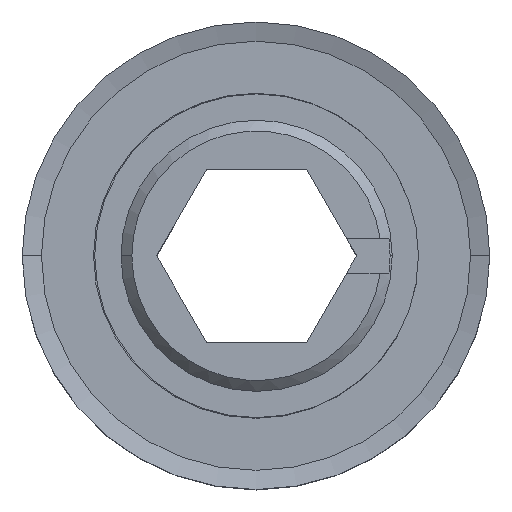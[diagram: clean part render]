
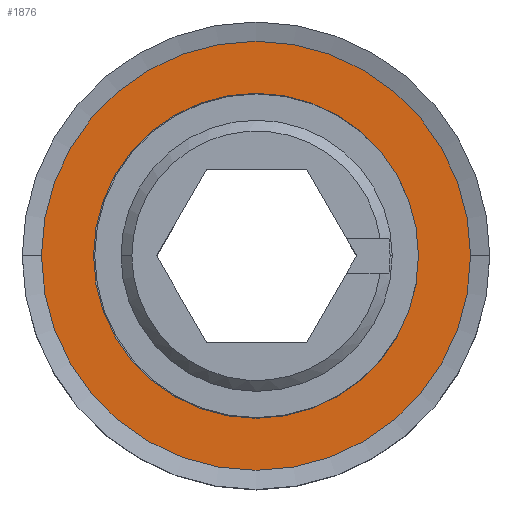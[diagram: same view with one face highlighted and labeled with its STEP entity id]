
A CAD part, top view. The second image highlights one B-rep face of the part: STEP entity #1876.
In plain terms, the highlighted planar face has unit normal (0, 0, 1).
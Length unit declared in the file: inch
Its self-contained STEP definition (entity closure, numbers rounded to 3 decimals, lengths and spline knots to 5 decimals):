
#183 = CARTESIAN_POINT ( 'NONE',  ( -0.62077, 0., 0.32062 ) ) ;
#230 = CIRCLE ( 'NONE', #4069, 0.46886 ) ;
#233 = PLANE ( 'NONE',  #3513 ) ;
#627 = EDGE_CURVE ( 'NONE', #1714, #5188, #1245, .T. ) ;
#633 = EDGE_LOOP ( 'NONE', ( #4384, #2578 ) ) ;
#1004 = EDGE_CURVE ( 'NONE', #3992, #3832, #4658, .T. ) ;
#1245 = CIRCLE ( 'NONE', #3533, 0.61902 ) ;
#1272 = DIRECTION ( 'NONE',  ( -1., 0., 0. ) ) ;
#1379 = CIRCLE ( 'NONE', #4960, 0.61902 ) ;
#1410 = EDGE_LOOP ( 'NONE', ( #4950, #1428 ) ) ;
#1428 = ORIENTED_EDGE ( 'NONE', *, *, #3534, .T. ) ;
#1440 = FACE_BOUND ( 'NONE', #1410, .T. ) ;
#1470 = DIRECTION ( 'NONE',  ( 0., 0., -1. ) ) ;
#1572 = CARTESIAN_POINT ( 'NONE',  ( 0.46712, 0., 0.32062 ) ) ;
#1672 = DIRECTION ( 'NONE',  ( 0., 0., -1. ) ) ;
#1714 = VERTEX_POINT ( 'NONE', #3765 ) ;
#1824 = DIRECTION ( 'NONE',  ( -1., 0., 0. ) ) ;
#1876 = ADVANCED_FACE ( 'NONE', ( #2316, #1440 ), #233, .F. ) ;
#2280 = CARTESIAN_POINT ( 'NONE',  ( -0.00174, 0., 0.32062 ) ) ;
#2316 = FACE_OUTER_BOUND ( 'NONE', #633, .T. ) ;
#2358 = AXIS2_PLACEMENT_3D ( 'NONE', #4921, #1672, #1272 ) ;
#2578 = ORIENTED_EDGE ( 'NONE', *, *, #2779, .F. ) ;
#2725 = DIRECTION ( 'NONE',  ( 0., 0., -1. ) ) ;
#2779 = EDGE_CURVE ( 'NONE', #5188, #1714, #1379, .T. ) ;
#2855 = DIRECTION ( 'NONE',  ( 0., 0., -1. ) ) ;
#2905 = CARTESIAN_POINT ( 'NONE',  ( -0.47061, 0., 0.32062 ) ) ;
#3197 = CARTESIAN_POINT ( 'NONE',  ( -0.00174, 0., 0.32062 ) ) ;
#3513 = AXIS2_PLACEMENT_3D ( 'NONE', #4691, #5144, #1824 ) ;
#3533 = AXIS2_PLACEMENT_3D ( 'NONE', #3197, #2855, #4820 ) ;
#3534 = EDGE_CURVE ( 'NONE', #3832, #3992, #230, .T. ) ;
#3765 = CARTESIAN_POINT ( 'NONE',  ( 0.61728, 0., 0.32062 ) ) ;
#3832 = VERTEX_POINT ( 'NONE', #1572 ) ;
#3872 = DIRECTION ( 'NONE',  ( -1., 0., 0. ) ) ;
#3992 = VERTEX_POINT ( 'NONE', #2905 ) ;
#4069 = AXIS2_PLACEMENT_3D ( 'NONE', #2280, #2725, #4727 ) ;
#4272 = CARTESIAN_POINT ( 'NONE',  ( -0.00174, 0., 0.32062 ) ) ;
#4384 = ORIENTED_EDGE ( 'NONE', *, *, #627, .F. ) ;
#4658 = CIRCLE ( 'NONE', #2358, 0.46886 ) ;
#4691 = CARTESIAN_POINT ( 'NONE',  ( 0.61728, 0., 0.32062 ) ) ;
#4727 = DIRECTION ( 'NONE',  ( -1., 0., 0. ) ) ;
#4820 = DIRECTION ( 'NONE',  ( -1., 0., 0. ) ) ;
#4921 = CARTESIAN_POINT ( 'NONE',  ( -0.00174, 0., 0.32062 ) ) ;
#4950 = ORIENTED_EDGE ( 'NONE', *, *, #1004, .T. ) ;
#4960 = AXIS2_PLACEMENT_3D ( 'NONE', #4272, #1470, #3872 ) ;
#5144 = DIRECTION ( 'NONE',  ( 0., 0., -1. ) ) ;
#5188 = VERTEX_POINT ( 'NONE', #183 ) ;
